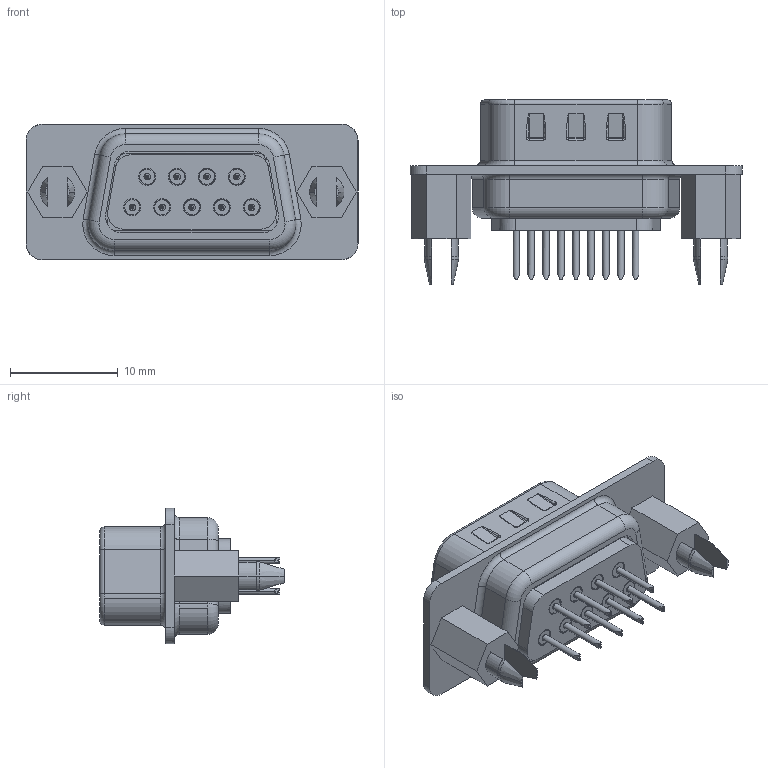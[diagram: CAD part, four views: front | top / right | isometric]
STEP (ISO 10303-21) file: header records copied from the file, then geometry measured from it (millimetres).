
FILE_DESCRIPTION(('CATIA V5 STEP','CAx-IF Rec.Pracs.--- Model Styling and Organization---1.4--- 2014-01-23'),'2;1');
FILE_NAME ('149529-2_0_2626630000_2626630000.stp','2019-01-07T10:43:33+00:00',('none'),('Weidmueller'),'CATIA Version 5-6 Release 2016 SP3 HF44','CATIA V5 STEP AP214','none');
FILE_SCHEMA(('AUTOMOTIVE_DESIGN { 1 0 10303 214 1 1 1 1 }'));
Length unit declared in the file: millimetre
Products named in the file (1): 2626630000
Bounding box: 30.81 x 17.1 x 12.55 mm (x, y, z)
Volume: 1351.8 mm3; surface area: 3796.1 mm2
Topology: 11 solids, 13 shells, 975 faces, 2401 edges, 1461 vertices
Faces by surface type: cylinder 474, plane 305, sphere 96, torus 40, cone 32, bspline 28
Entity records: 38670 total; most frequent: CARTESIAN_POINT 16895, ORIENTED_EDGE 4586, DIRECTION 3630, EDGE_CURVE 2293, AXIS2_PLACEMENT_3D 1760, VERTEX_POINT 1461, EDGE_LOOP 1112, ADVANCED_FACE 975
